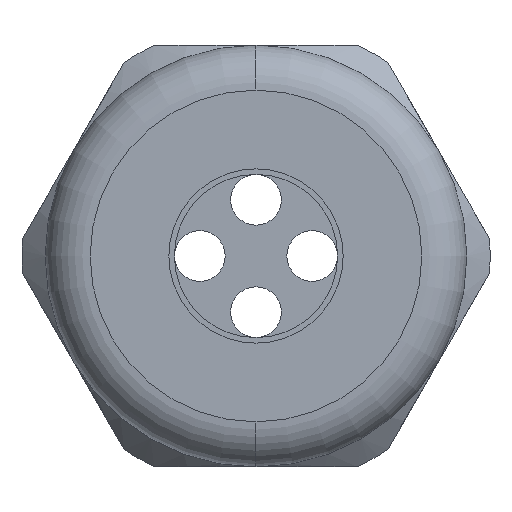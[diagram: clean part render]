
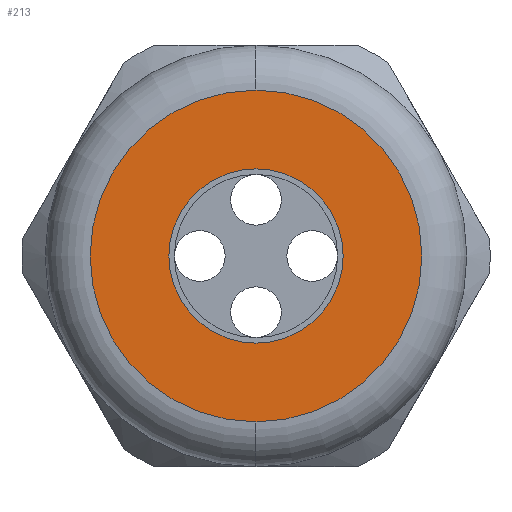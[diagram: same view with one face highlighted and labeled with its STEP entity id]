
A CAD part, left-side view. The second image highlights one B-rep face of the part: STEP entity #213.
In plain terms, the highlighted planar face has unit normal (-1, 0, 0).
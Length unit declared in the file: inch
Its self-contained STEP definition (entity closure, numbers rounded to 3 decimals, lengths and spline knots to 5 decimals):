
#213 = ADVANCED_FACE ( 'NONE', ( #2019, #2018 ), #2017, .T. ) ;
#214 = EDGE_LOOP ( 'NONE', ( #215, #216 ) ) ;
#215 = ORIENTED_EDGE ( 'NONE', *, *, #1138, .T. ) ;
#216 = ORIENTED_EDGE ( 'NONE', *, *, #217, .T. ) ;
#217 = EDGE_CURVE ( 'NONE', #1164, #1166, #2012, .T. ) ;
#218 = EDGE_LOOP ( 'NONE', ( #219, #221 ) ) ;
#219 = ORIENTED_EDGE ( 'NONE', *, *, #220, .T. ) ;
#220 = EDGE_CURVE ( 'NONE', #1193, #1192, #2007, .T. ) ;
#221 = ORIENTED_EDGE ( 'NONE', *, *, #1191, .T. ) ;
#1138 = EDGE_CURVE ( 'NONE', #1166, #1164, #3735, .T. ) ;
#1164 = VERTEX_POINT ( 'NONE', #3800 ) ;
#1166 = VERTEX_POINT ( 'NONE', #3799 ) ;
#1191 = EDGE_CURVE ( 'NONE', #1192, #1193, #3811, .T. ) ;
#1192 = VERTEX_POINT ( 'NONE', #3807 ) ;
#1193 = VERTEX_POINT ( 'NONE', #3806 ) ;
#2003 = DIRECTION ( 'NONE',  ( 0., 0., -1. ) ) ;
#2004 = DIRECTION ( 'NONE',  ( 1., 0., 0. ) ) ;
#2005 = CARTESIAN_POINT ( 'NONE',  ( -1.18, 0., 0. ) ) ;
#2006 = AXIS2_PLACEMENT_3D ( 'NONE', #2005, #2004, #2003 ) ;
#2007 = CIRCLE ( 'NONE', #2006, 0.155 ) ;
#2008 = DIRECTION ( 'NONE',  ( 0., 0., 1. ) ) ;
#2009 = DIRECTION ( 'NONE',  ( -1., 0., 0. ) ) ;
#2010 = CARTESIAN_POINT ( 'NONE',  ( -1.18, 0., 0. ) ) ;
#2011 = AXIS2_PLACEMENT_3D ( 'NONE', #2010, #2009, #2008 ) ;
#2012 = CIRCLE ( 'NONE', #2011, 0.295 ) ;
#2013 = DIRECTION ( 'NONE',  ( 0., 0., 1. ) ) ;
#2014 = DIRECTION ( 'NONE',  ( -1., 0., 0. ) ) ;
#2015 = CARTESIAN_POINT ( 'NONE',  ( -1.18, 0.375, 0. ) ) ;
#2016 = AXIS2_PLACEMENT_3D ( 'NONE', #2015, #2014, #2013 ) ;
#2017 = PLANE ( 'NONE',  #2016 ) ;
#2018 = FACE_BOUND ( 'NONE', #218, .T. ) ;
#2019 = FACE_OUTER_BOUND ( 'NONE', #214, .T. ) ;
#3727 = DIRECTION ( 'NONE',  ( 0., 0., 1. ) ) ;
#3728 = DIRECTION ( 'NONE',  ( -1., 0., 0. ) ) ;
#3729 = CARTESIAN_POINT ( 'NONE',  ( -1.18, 0., 0. ) ) ;
#3730 = AXIS2_PLACEMENT_3D ( 'NONE', #3729, #3728, #3727 ) ;
#3735 = CIRCLE ( 'NONE', #3730, 0.295 ) ;
#3799 = CARTESIAN_POINT ( 'NONE',  ( -1.18, 0., 0.295 ) ) ;
#3800 = CARTESIAN_POINT ( 'NONE',  ( -1.18, 0., -0.295 ) ) ;
#3806 = CARTESIAN_POINT ( 'NONE',  ( -1.18, 0., -0.155 ) ) ;
#3807 = CARTESIAN_POINT ( 'NONE',  ( -1.18, 0., 0.155 ) ) ;
#3808 = DIRECTION ( 'NONE',  ( 0., 0., -1. ) ) ;
#3809 = DIRECTION ( 'NONE',  ( 1., 0., 0. ) ) ;
#3810 = AXIS2_PLACEMENT_3D ( 'NONE', #3816, #3809, #3808 ) ;
#3811 = CIRCLE ( 'NONE', #3810, 0.155 ) ;
#3816 = CARTESIAN_POINT ( 'NONE',  ( -1.18, 0., 0. ) ) ;
